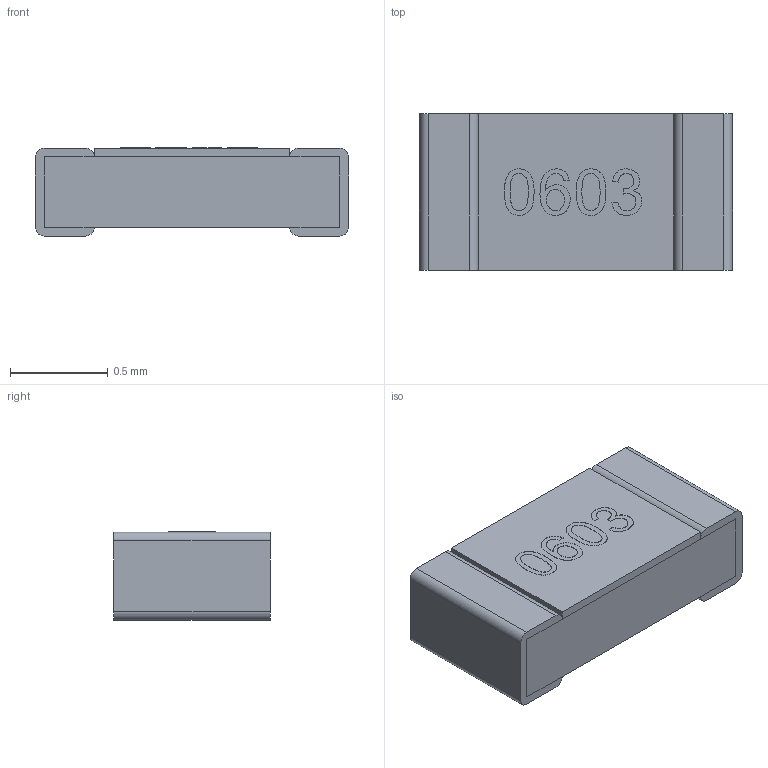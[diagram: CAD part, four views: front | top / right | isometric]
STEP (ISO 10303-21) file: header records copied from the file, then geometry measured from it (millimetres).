
FILE_DESCRIPTION(('FreeCAD Model'),'2;1');
FILE_NAME('0603R.step','2022-09-12T08:59:33' ,('Author'),(''),'Open CASCADE STEP processor 7.3','FreeCAD','Unknown' );
FILE_SCHEMA(('AUTOMOTIVE_DESIGN { 1 0 10303 214 1 1 1 1 }'));
Length unit declared in the file: millimetre
Products named in the file (2): R_0603_1608Metric; Extrude
Bounding box: 1.6 x 0.8 x 0.45 mm (x, y, z)
Volume: 0.5 mm3; surface area: 4.8 mm2
Topology: 5 solids, 5 shells, 132 faces, 362 edges, 240 vertices
Faces by surface type: extrusion 94, plane 30, cylinder 8
Entity records: 5253 total; most frequent: CARTESIAN_POINT 1299, ORIENTED_EDGE 724, DIRECTION 362, EDGE_CURVE 362, B_SPLINE_CURVE_WITH_KNOTS 282, VECTOR 252, VERTEX_POINT 240, LINE 158
